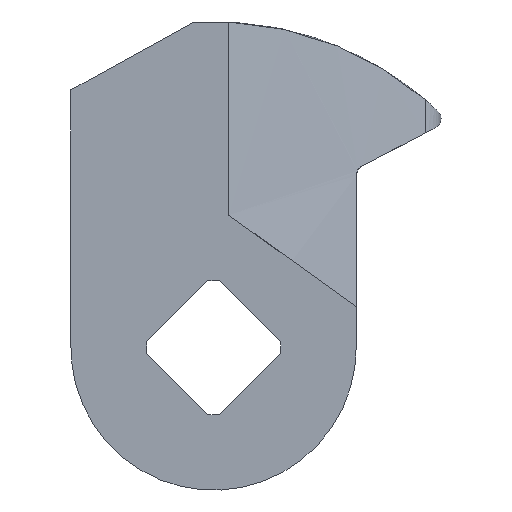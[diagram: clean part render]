
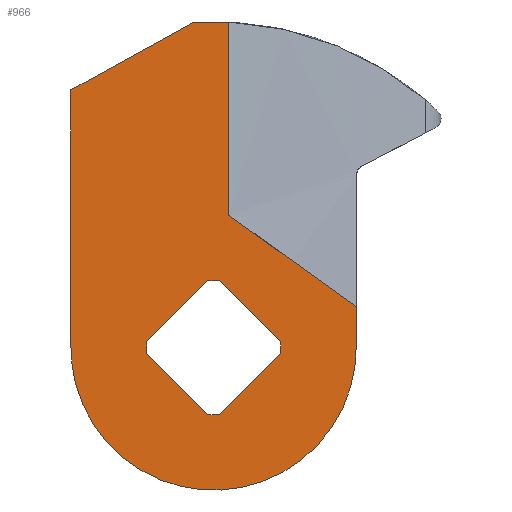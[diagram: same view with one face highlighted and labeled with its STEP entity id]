
A CAD part, left-side view. The second image highlights one B-rep face of the part: STEP entity #966.
In plain terms, the highlighted free-form (B-spline) face has degree [1, 1] with [2, 2] control points.
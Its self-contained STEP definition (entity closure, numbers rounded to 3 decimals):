
#78=CARTESIAN_POINT('',(0.,-1.5,13.));
#79=VERTEX_POINT('',#78);
#93=CARTESIAN_POINT('',(0.,-14.,4.));
#94=VERTEX_POINT('',#93);
#95=CARTESIAN_POINT('',(0.,-14.,4.));
#96=CARTESIAN_POINT('',(0.,-1.5,13.));
#97=QUASI_UNIFORM_CURVE('',1,(#95,#96),.UNSPECIFIED.,.F.,.U.);
#98=EDGE_CURVE('',#94,#79,#97,.T.);
#298=CARTESIAN_POINT('',(0.,-1.5,31.965));
#299=VERTEX_POINT('',#298);
#324=CARTESIAN_POINT('',(0.,-1.5,31.965));
#325=CARTESIAN_POINT('',(0.,-1.5,13.));
#326=QUASI_UNIFORM_CURVE('',1,(#324,#325),.UNSPECIFIED.,.F.,.U.);
#327=EDGE_CURVE('',#299,#79,#326,.T.);
#346=CARTESIAN_POINT('',(0.,-6.576,0.566));
#347=VERTEX_POINT('',#346);
#348=CARTESIAN_POINT('',(0.,-6.576,-0.566));
#349=VERTEX_POINT('',#348);
#350=CARTESIAN_POINT('',(0.,-6.576,0.566));
#351=CARTESIAN_POINT('',(0.,-6.624,0.));
#352=CARTESIAN_POINT('',(0.,-6.576,-0.566));
#360=(BOUNDED_CURVE()B_SPLINE_CURVE(2,(#350,#351,#352),.UNSPECIFIED.,.F.,.U.)CURVE()GEOMETRIC_REPRESENTATION_ITEM()QUASI_UNIFORM_CURVE()RATIONAL_B_SPLINE_CURVE((1.0,0.996,1.0))REPRESENTATION_ITEM(''));
#361=EDGE_CURVE('',#347,#349,#360,.T.);
#398=CARTESIAN_POINT('',(0.,-0.566,-6.576));
#399=VERTEX_POINT('',#398);
#400=CARTESIAN_POINT('',(0.,-0.566,-6.576));
#401=CARTESIAN_POINT('',(0.,-6.576,-0.566));
#402=QUASI_UNIFORM_CURVE('',1,(#400,#401),.UNSPECIFIED.,.F.,.U.);
#403=EDGE_CURVE('',#399,#349,#402,.T.);
#435=CARTESIAN_POINT('',(0.,0.566,-6.576));
#436=VERTEX_POINT('',#435);
#437=CARTESIAN_POINT('',(0.,-0.566,-6.576));
#438=CARTESIAN_POINT('',(0.,0.,-6.624));
#439=CARTESIAN_POINT('',(0.,0.566,-6.576));
#447=(BOUNDED_CURVE()B_SPLINE_CURVE(2,(#437,#438,#439),.UNSPECIFIED.,.F.,.U.)CURVE()GEOMETRIC_REPRESENTATION_ITEM()QUASI_UNIFORM_CURVE()RATIONAL_B_SPLINE_CURVE((1.0,0.996,1.0))REPRESENTATION_ITEM(''));
#448=EDGE_CURVE('',#399,#436,#447,.T.);
#479=CARTESIAN_POINT('',(0.,6.576,-0.566));
#480=VERTEX_POINT('',#479);
#481=CARTESIAN_POINT('',(0.,6.576,-0.566));
#482=CARTESIAN_POINT('',(0.,0.566,-6.576));
#483=QUASI_UNIFORM_CURVE('',1,(#481,#482),.UNSPECIFIED.,.F.,.U.);
#484=EDGE_CURVE('',#480,#436,#483,.T.);
#516=CARTESIAN_POINT('',(0.,6.576,0.566));
#517=VERTEX_POINT('',#516);
#518=CARTESIAN_POINT('',(0.,6.576,-0.566));
#519=CARTESIAN_POINT('',(0.,6.624,0.));
#520=CARTESIAN_POINT('',(0.,6.576,0.566));
#528=(BOUNDED_CURVE()B_SPLINE_CURVE(2,(#518,#519,#520),.UNSPECIFIED.,.F.,.U.)CURVE()GEOMETRIC_REPRESENTATION_ITEM()QUASI_UNIFORM_CURVE()RATIONAL_B_SPLINE_CURVE((1.0,0.996,1.0))REPRESENTATION_ITEM(''));
#529=EDGE_CURVE('',#480,#517,#528,.T.);
#560=CARTESIAN_POINT('',(0.,0.566,6.576));
#561=VERTEX_POINT('',#560);
#562=CARTESIAN_POINT('',(0.,0.566,6.576));
#563=CARTESIAN_POINT('',(0.,6.576,0.566));
#564=QUASI_UNIFORM_CURVE('',1,(#562,#563),.UNSPECIFIED.,.F.,.U.);
#565=EDGE_CURVE('',#561,#517,#564,.T.);
#597=CARTESIAN_POINT('',(0.,-0.566,6.576));
#598=VERTEX_POINT('',#597);
#599=CARTESIAN_POINT('',(0.,0.566,6.576));
#600=CARTESIAN_POINT('',(0.,0.,6.624));
#601=CARTESIAN_POINT('',(0.,-0.566,6.576));
#609=(BOUNDED_CURVE()B_SPLINE_CURVE(2,(#599,#600,#601),.UNSPECIFIED.,.F.,.U.)CURVE()GEOMETRIC_REPRESENTATION_ITEM()QUASI_UNIFORM_CURVE()RATIONAL_B_SPLINE_CURVE((1.0,0.996,1.0))REPRESENTATION_ITEM(''));
#610=EDGE_CURVE('',#561,#598,#609,.T.);
#641=CARTESIAN_POINT('',(0.,-6.576,0.566));
#642=CARTESIAN_POINT('',(0.,-0.566,6.576));
#643=QUASI_UNIFORM_CURVE('',1,(#641,#642),.UNSPECIFIED.,.F.,.U.);
#644=EDGE_CURVE('',#347,#598,#643,.T.);
#896=CARTESIAN_POINT('',(0.,-15.399,34.298));
#897=CARTESIAN_POINT('',(0.,15.399,34.298));
#898=CARTESIAN_POINT('',(0.,-15.399,-16.298));
#899=CARTESIAN_POINT('',(0.,15.399,-16.298));
#900=B_SPLINE_SURFACE_WITH_KNOTS('',1,1,((#896,#898),(#897,#899)),.UNSPECIFIED.,.F.,.F.,.U.,(2,2),(2,2),(0.0,30.797),(0.0,50.595),.UNSPECIFIED.);
#901=ORIENTED_EDGE('',*,*,#327,.F.);
#902=CARTESIAN_POINT('',(0.,2.,31.937));
#903=VERTEX_POINT('',#902);
#904=CARTESIAN_POINT('',(0.,2.,31.937));
#905=CARTESIAN_POINT('',(0.,0.251,32.047));
#906=CARTESIAN_POINT('',(0.,-1.5,31.965));
#914=(BOUNDED_CURVE()B_SPLINE_CURVE(2,(#904,#905,#906),.UNSPECIFIED.,.F.,.U.)CURVE()GEOMETRIC_REPRESENTATION_ITEM()QUASI_UNIFORM_CURVE()RATIONAL_B_SPLINE_CURVE((1.0,0.999,1.0))REPRESENTATION_ITEM(''));
#915=EDGE_CURVE('',#903,#299,#914,.T.);
#916=ORIENTED_EDGE('',*,*,#915,.F.);
#917=CARTESIAN_POINT('',(0.,14.,25.3));
#918=VERTEX_POINT('',#917);
#919=CARTESIAN_POINT('',(0.,2.,31.937));
#920=CARTESIAN_POINT('',(0.,14.,25.3));
#921=QUASI_UNIFORM_CURVE('',1,(#919,#920),.UNSPECIFIED.,.F.,.U.);
#922=EDGE_CURVE('',#903,#918,#921,.T.);
#923=ORIENTED_EDGE('',*,*,#922,.T.);
#924=CARTESIAN_POINT('',(0.,14.0,0.));
#925=VERTEX_POINT('',#924);
#926=CARTESIAN_POINT('',(0.,14.,25.3));
#927=CARTESIAN_POINT('',(0.,14.0,0.));
#928=QUASI_UNIFORM_CURVE('',1,(#926,#927),.UNSPECIFIED.,.F.,.U.);
#929=EDGE_CURVE('',#918,#925,#928,.T.);
#930=ORIENTED_EDGE('',*,*,#929,.T.);
#931=CARTESIAN_POINT('',(0.,-14.0,0.));
#932=VERTEX_POINT('',#931);
#933=CARTESIAN_POINT('',(0.,-14.0,0.));
#934=CARTESIAN_POINT('',(0.,-14.,-14.));
#935=CARTESIAN_POINT('',(0.,0.,-14.));
#936=CARTESIAN_POINT('',(0.,14.,-14.));
#937=CARTESIAN_POINT('',(0.,14.0,0.));
#945=(BOUNDED_CURVE()B_SPLINE_CURVE(2,(#933,#934,#935,#936,#937),.UNSPECIFIED.,.F.,.U.)B_SPLINE_CURVE_WITH_KNOTS((3,2,3),(0.0,0.5,1.0),.UNSPECIFIED.)CURVE()GEOMETRIC_REPRESENTATION_ITEM()RATIONAL_B_SPLINE_CURVE((1.0,0.707,1.0,0.707,1.0))REPRESENTATION_ITEM(''));
#946=EDGE_CURVE('',#932,#925,#945,.T.);
#947=ORIENTED_EDGE('',*,*,#946,.F.);
#948=CARTESIAN_POINT('',(0.,-14.0,0.));
#949=CARTESIAN_POINT('',(0.,-14.,4.));
#950=QUASI_UNIFORM_CURVE('',1,(#948,#949),.UNSPECIFIED.,.F.,.U.);
#951=EDGE_CURVE('',#932,#94,#950,.T.);
#952=ORIENTED_EDGE('',*,*,#951,.T.);
#953=ORIENTED_EDGE('',*,*,#98,.T.);
#954=EDGE_LOOP('',(#901,#916,#923,#930,#947,#952,#953));
#955=FACE_OUTER_BOUND('',#954,.T.);
#956=ORIENTED_EDGE('',*,*,#610,.T.);
#957=ORIENTED_EDGE('',*,*,#644,.F.);
#958=ORIENTED_EDGE('',*,*,#361,.T.);
#959=ORIENTED_EDGE('',*,*,#403,.F.);
#960=ORIENTED_EDGE('',*,*,#448,.T.);
#961=ORIENTED_EDGE('',*,*,#484,.F.);
#962=ORIENTED_EDGE('',*,*,#529,.T.);
#963=ORIENTED_EDGE('',*,*,#565,.F.);
#964=EDGE_LOOP('',(#956,#957,#958,#959,#960,#961,#962,#963));
#965=FACE_BOUND('',#964,.T.);
#966=ADVANCED_FACE('',(#955,#965),#900,.T.);
